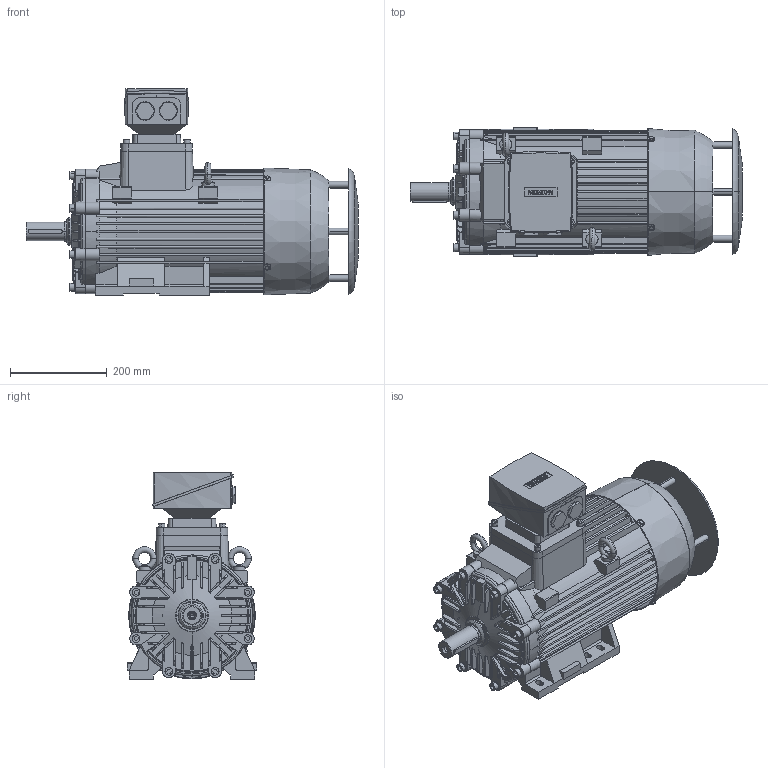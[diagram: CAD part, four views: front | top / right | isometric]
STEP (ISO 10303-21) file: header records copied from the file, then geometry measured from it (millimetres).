
FILE_DESCRIPTION(('STEP AP214'),'1');
FILE_NAME('cctmp_449E64E1-088D-4EF3-ADAF-F119B5F34A79_2023_06_27_10_54_02_0179..stp','2023-06-27T08:54:03',('SIEMENS A&D'),('CADClick - www.CADClick.com'),'Spatial InterOp 3D',' ','unknown authorization');
FILE_SCHEMA(('AUTOMOTIVE_DESIGN'));
Length unit declared in the file: millimetre
Products named in the file (31): cc_unnamed; 2023_06_27_10_54_02_0131; 2023_06_27_10_54_02_0099; 2023_06_27_10_54_02_0068; 2023_06_27_10_54_02_0037; 2023_06_27_10_54_02_0006; 2023_06_27_10_54_01_0968; 2023_06_27_10_54_01_0951; 2023_06_27_10_54_01_0920; 2023_06_27_10_54_01_0889; 2023_06_27_10_54_01_0858; 2023_06_27_10_54_01_0826; 2023_06_27_10_54_01_0795; 2023_06_27_10_54_01_0764; 2023_06_27_10_54_01_0733; 2023_06_27_10_54_01_0701; 2023_06_27_10_54_01_0670; 2023_06_27_10_54_01_0639; 2023_06_27_10_54_01_0608; 2023_06_27_10_54_01_0576; 2023_06_27_10_54_01_0545; 2023_06_27_10_54_01_0514; 2023_06_27_10_54_01_0483; 2023_06_27_10_54_01_0451; 2023_06_27_10_54_01_0420; 2023_06_27_10_54_01_0389; 2023_06_27_10_54_01_0358; 2023_06_27_10_54_01_0326; 2023_06_27_10_54_01_0295; 2023_06_27_10_54_01_0264; 2023_06_27_10_54_01_0233
Assembly tree (30 placements, depth 2):
  cc_unnamed
    2023_06_27_10_54_02_0131
    2023_06_27_10_54_02_0099
    2023_06_27_10_54_02_0068
    2023_06_27_10_54_02_0037
    2023_06_27_10_54_02_0006
    2023_06_27_10_54_01_0968
    2023_06_27_10_54_01_0951
    2023_06_27_10_54_01_0920
    2023_06_27_10_54_01_0889
    2023_06_27_10_54_01_0858
    2023_06_27_10_54_01_0826
    2023_06_27_10_54_01_0795
    2023_06_27_10_54_01_0764
    2023_06_27_10_54_01_0733
    2023_06_27_10_54_01_0701
    2023_06_27_10_54_01_0670
    2023_06_27_10_54_01_0639
    2023_06_27_10_54_01_0608
    2023_06_27_10_54_01_0576
    2023_06_27_10_54_01_0545
    2023_06_27_10_54_01_0514
    2023_06_27_10_54_01_0483
    2023_06_27_10_54_01_0451
    2023_06_27_10_54_01_0420
    2023_06_27_10_54_01_0389
    2023_06_27_10_54_01_0358
    2023_06_27_10_54_01_0326
    2023_06_27_10_54_01_0295
    2023_06_27_10_54_01_0264
    2023_06_27_10_54_01_0233
Bounding box: 686 x 268 x 427 mm (x, y, z)
Volume: 24647490.7 mm3; surface area: 1486237.4 mm2
Topology: 30 solids, 30 shells, 2044 faces, 5760 edges, 3799 vertices
Faces by surface type: cylinder 941, plane 816, cone 172, torus 115
Entity records: 93234 total; most frequent: CARTESIAN_POINT 22053, ORIENTED_EDGE 11516, DIRECTION 11449, EDGE_CURVE 5758, AXIS2_PLACEMENT_3D 4370, VERTEX_POINT 3799, LINE 2709, VECTOR 2709
